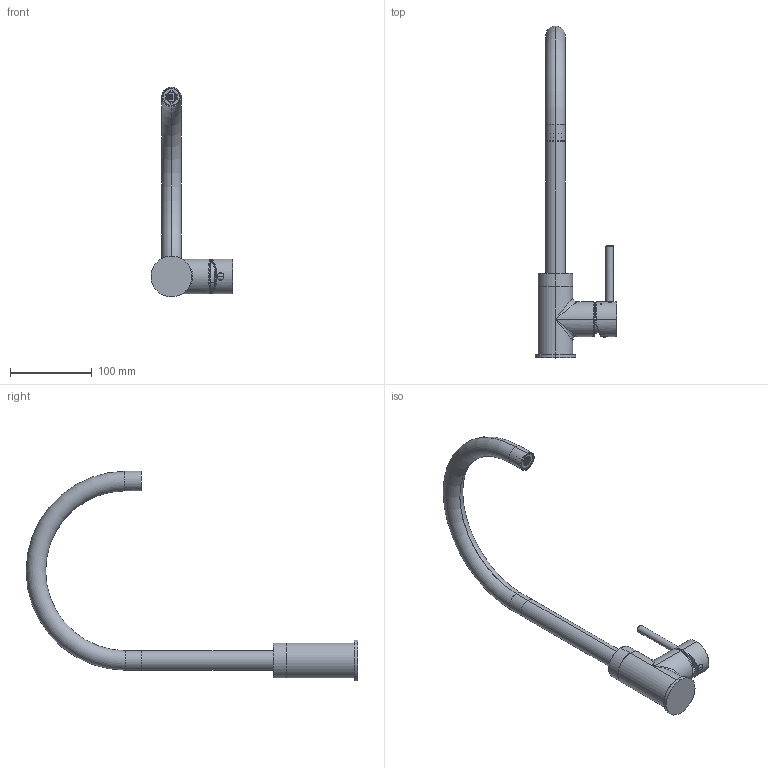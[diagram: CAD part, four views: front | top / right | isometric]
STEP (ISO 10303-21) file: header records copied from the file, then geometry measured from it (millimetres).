
FILE_DESCRIPTION (( 'STEP AP214' ), '1' );
FILE_NAME ('KTC.0010.STEP', '2022-12-07T15:37:29', ( 'Solid' ), ( '' ), 'SwSTEP 2.0', 'SolidWorks 2019', '' );
FILE_SCHEMA (( 'AUTOMOTIVE_DESIGN' ));
Length unit declared in the file: millimetre
Products named in the file (7): PART3.STEP; AEREADOR_M22x1 invisio junior I amfag; CORPO.STEP; ASSEM1.STEP; KTC.0010; MANIPULO.STEP; BICA
Assembly tree (6 placements, depth 3):
  KTC.0010
    ASSEM1.STEP
      CORPO.STEP
      MANIPULO.STEP
      PART3.STEP
    BICA
    AEREADOR_M22x1 invisio junior I amfag
Bounding box: 100.5 x 407 x 257.16 mm (x, y, z)
Volume: 230615.7 mm3; surface area: 118263.8 mm2
Topology: 5 solids, 13 shells, 481 faces, 1119 edges, 724 vertices
Faces by surface type: plane 314, cylinder 129, torus 25, bspline 7, cone 4, sphere 2
Entity records: 16287 total; most frequent: CARTESIAN_POINT 4795, DIRECTION 2330, ORIENTED_EDGE 2216, EDGE_CURVE 1108, VECTOR 780, LINE 780, AXIS2_PLACEMENT_3D 775, VERTEX_POINT 723
